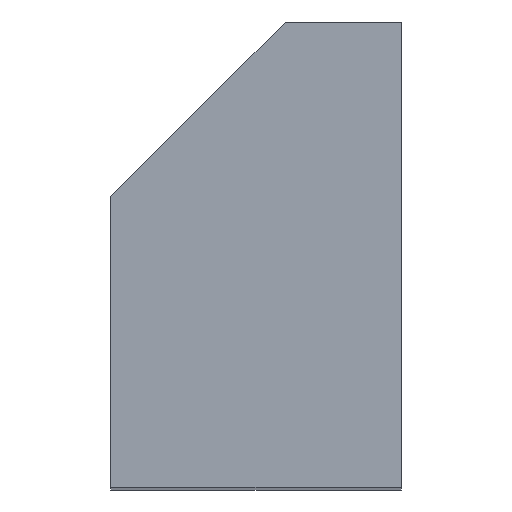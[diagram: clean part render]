
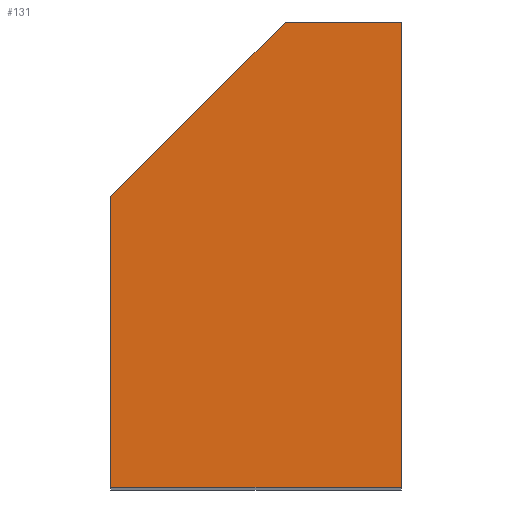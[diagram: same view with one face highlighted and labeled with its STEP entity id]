
A CAD part, top view. The second image highlights one B-rep face of the part: STEP entity #131.
In plain terms, the highlighted planar face has unit normal (0, 0, 1).
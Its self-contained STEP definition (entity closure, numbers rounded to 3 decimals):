
#24 = VERTEX_POINT('',#25);
#25 = CARTESIAN_POINT('',(0.,0.,28.));
#31 = EDGE_CURVE('',#24,#32,#34,.T.);
#32 = VERTEX_POINT('',#33);
#33 = CARTESIAN_POINT('',(0.,5.,28.));
#34 = LINE('',#35,#36);
#35 = CARTESIAN_POINT('',(0.,0.,28.));
#36 = VECTOR('',#37,1.);
#37 = DIRECTION('',(0.,1.,0.));
#75 = VERTEX_POINT('',#76);
#76 = CARTESIAN_POINT('',(5.,0.,28.));
#82 = EDGE_CURVE('',#75,#24,#83,.T.);
#83 = LINE('',#84,#85);
#84 = CARTESIAN_POINT('',(5.,0.,28.));
#85 = VECTOR('',#86,1.);
#86 = DIRECTION('',(-1.,0.,0.));
#131 = ADVANCED_FACE('',(#132),#158,.T.);
#132 = FACE_BOUND('',#133,.F.);
#133 = EDGE_LOOP('',(#134,#135,#143,#151,#157));
#134 = ORIENTED_EDGE('',*,*,#31,.T.);
#135 = ORIENTED_EDGE('',*,*,#136,.T.);
#136 = EDGE_CURVE('',#32,#137,#139,.T.);
#137 = VERTEX_POINT('',#138);
#138 = CARTESIAN_POINT('',(3.,8.,28.));
#139 = LINE('',#140,#141);
#140 = CARTESIAN_POINT('',(0.,5.,28.));
#141 = VECTOR('',#142,1.);
#142 = DIRECTION('',(0.707,0.707,0.));
#143 = ORIENTED_EDGE('',*,*,#144,.T.);
#144 = EDGE_CURVE('',#137,#145,#147,.T.);
#145 = VERTEX_POINT('',#146);
#146 = CARTESIAN_POINT('',(5.,8.,28.));
#147 = LINE('',#148,#149);
#148 = CARTESIAN_POINT('',(3.,8.,28.));
#149 = VECTOR('',#150,1.);
#150 = DIRECTION('',(1.,0.,0.));
#151 = ORIENTED_EDGE('',*,*,#152,.T.);
#152 = EDGE_CURVE('',#145,#75,#153,.T.);
#153 = LINE('',#154,#155);
#154 = CARTESIAN_POINT('',(5.,8.,28.));
#155 = VECTOR('',#156,1.);
#156 = DIRECTION('',(0.,-1.,0.));
#157 = ORIENTED_EDGE('',*,*,#82,.T.);
#158 = PLANE('',#159);
#159 = AXIS2_PLACEMENT_3D('',#160,#161,#162);
#160 = CARTESIAN_POINT('',(2.758,3.633,28.));
#161 = DIRECTION('',(0.,0.,1.));
#162 = DIRECTION('',(1.,0.,0.));
